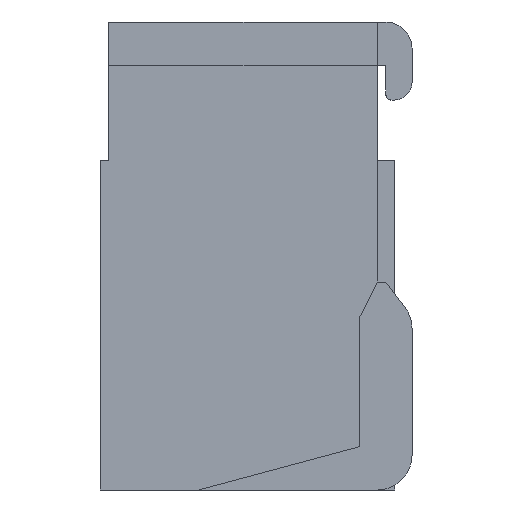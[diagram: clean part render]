
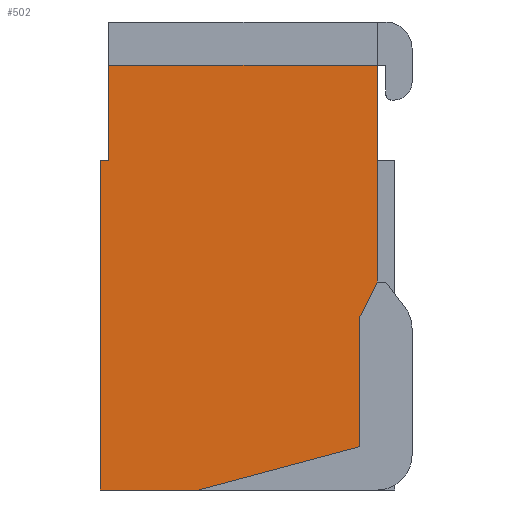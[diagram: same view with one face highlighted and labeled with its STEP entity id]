
A CAD part, left-side view. The second image highlights one B-rep face of the part: STEP entity #502.
In plain terms, the highlighted planar face has unit normal (-1, 0, 0).
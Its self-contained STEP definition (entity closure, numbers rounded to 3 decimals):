
#94 = CARTESIAN_POINT ( 'NONE',  ( -3.49, 1.7, -1.35 ) ) ;
#127 = EDGE_CURVE ( 'NONE', #4765, #4611, #1486, .T. ) ;
#194 = PLANE ( 'NONE',  #6605 ) ;
#260 = FACE_OUTER_BOUND ( 'NONE', #1160, .T. ) ;
#290 = DIRECTION ( 'NONE',  ( 0., 0., 1. ) ) ;
#437 = CARTESIAN_POINT ( 'NONE',  ( -3.49, 1.7, 0.55 ) ) ;
#502 = ADVANCED_FACE ( 'NONE', ( #260 ), #194, .T. ) ;
#504 = DIRECTION ( 'NONE',  ( 0., 0., -1. ) ) ;
#686 = VECTOR ( 'NONE', #4536, 1000. ) ;
#726 = DIRECTION ( 'NONE',  ( 0., -1., 0. ) ) ;
#756 = DIRECTION ( 'NONE',  ( 0., 1., 0. ) ) ;
#818 = VECTOR ( 'NONE', #2473, 1000. ) ;
#890 = CARTESIAN_POINT ( 'NONE',  ( -3.49, 1.65, 0.55 ) ) ;
#901 = LINE ( 'NONE', #1988, #6034 ) ;
#931 = LINE ( 'NONE', #5267, #1788 ) ;
#1030 = CARTESIAN_POINT ( 'NONE',  ( -3.49, 1.65, 1.1 ) ) ;
#1148 = CARTESIAN_POINT ( 'NONE',  ( -3.49, 1.7, 0.55 ) ) ;
#1160 = EDGE_LOOP ( 'NONE', ( #2334, #1324, #6456, #3565, #1955, #4184, #2835, #2522, #2879 ) ) ;
#1270 = CARTESIAN_POINT ( 'NONE',  ( -3.49, 0.1, -0.15 ) ) ;
#1324 = ORIENTED_EDGE ( 'NONE', *, *, #6418, .T. ) ;
#1486 = LINE ( 'NONE', #5797, #3708 ) ;
#1752 = VECTOR ( 'NONE', #5069, 1000. ) ;
#1771 = LINE ( 'NONE', #5553, #2831 ) ;
#1788 = VECTOR ( 'NONE', #2642, 1000. ) ;
#1877 = VERTEX_POINT ( 'NONE', #890 ) ;
#1930 = VERTEX_POINT ( 'NONE', #437 ) ;
#1955 = ORIENTED_EDGE ( 'NONE', *, *, #2655, .F. ) ;
#1988 = CARTESIAN_POINT ( 'NONE',  ( -3.49, 0.1, 1.1 ) ) ;
#2176 = CARTESIAN_POINT ( 'NONE',  ( -3.49, 0.1, 1.1 ) ) ;
#2334 = ORIENTED_EDGE ( 'NONE', *, *, #127, .T. ) ;
#2473 = DIRECTION ( 'NONE',  ( 0., 0., 1. ) ) ;
#2522 = ORIENTED_EDGE ( 'NONE', *, *, #4327, .F. ) ;
#2642 = DIRECTION ( 'NONE',  ( 0., 0., -1. ) ) ;
#2655 = EDGE_CURVE ( 'NONE', #5218, #1930, #5599, .T. ) ;
#2704 = CARTESIAN_POINT ( 'NONE',  ( -3.49, 0.2, -1.1 ) ) ;
#2831 = VECTOR ( 'NONE', #756, 1000. ) ;
#2835 = ORIENTED_EDGE ( 'NONE', *, *, #3842, .F. ) ;
#2879 = ORIENTED_EDGE ( 'NONE', *, *, #3788, .F. ) ;
#2943 = LINE ( 'NONE', #6587, #686 ) ;
#3040 = DIRECTION ( 'NONE',  ( 0., 1., 0. ) ) ;
#3361 = LINE ( 'NONE', #6067, #1752 ) ;
#3368 = CARTESIAN_POINT ( 'NONE',  ( -3.49, 1.133, -1.35 ) ) ;
#3398 = VERTEX_POINT ( 'NONE', #5518 ) ;
#3565 = ORIENTED_EDGE ( 'NONE', *, *, #5209, .F. ) ;
#3679 = LINE ( 'NONE', #1030, #4505 ) ;
#3708 = VECTOR ( 'NONE', #5231, 1000. ) ;
#3788 = EDGE_CURVE ( 'NONE', #4765, #3398, #2943, .T. ) ;
#3842 = EDGE_CURVE ( 'NONE', #5062, #4726, #3361, .T. ) ;
#4184 = ORIENTED_EDGE ( 'NONE', *, *, #5248, .F. ) ;
#4327 = EDGE_CURVE ( 'NONE', #3398, #5062, #931, .T. ) ;
#4444 = CARTESIAN_POINT ( 'NONE',  ( -3.49, 0., -1.35 ) ) ;
#4505 = VECTOR ( 'NONE', #504, 1000. ) ;
#4536 = DIRECTION ( 'NONE',  ( 0., 0.447, -0.894 ) ) ;
#4611 = VERTEX_POINT ( 'NONE', #2176 ) ;
#4726 = VERTEX_POINT ( 'NONE', #3368 ) ;
#4765 = VERTEX_POINT ( 'NONE', #1270 ) ;
#4943 = VECTOR ( 'NONE', #726, 1000. ) ;
#4976 = VERTEX_POINT ( 'NONE', #5295 ) ;
#5062 = VERTEX_POINT ( 'NONE', #2704 ) ;
#5069 = DIRECTION ( 'NONE',  ( 0., 0.966, -0.259 ) ) ;
#5129 = CARTESIAN_POINT ( 'NONE',  ( -3.49, 1.7, -1.35 ) ) ;
#5209 = EDGE_CURVE ( 'NONE', #1930, #1877, #6573, .T. ) ;
#5218 = VERTEX_POINT ( 'NONE', #94 ) ;
#5231 = DIRECTION ( 'NONE',  ( 0., 0., 1. ) ) ;
#5248 = EDGE_CURVE ( 'NONE', #4726, #5218, #1771, .T. ) ;
#5267 = CARTESIAN_POINT ( 'NONE',  ( -3.49, 0.2, -0.35 ) ) ;
#5295 = CARTESIAN_POINT ( 'NONE',  ( -3.49, 1.65, 1.1 ) ) ;
#5518 = CARTESIAN_POINT ( 'NONE',  ( -3.49, 0.2, -0.35 ) ) ;
#5553 = CARTESIAN_POINT ( 'NONE',  ( -3.49, 1.133, -1.35 ) ) ;
#5599 = LINE ( 'NONE', #5129, #818 ) ;
#5797 = CARTESIAN_POINT ( 'NONE',  ( -3.49, 0.1, -0.15 ) ) ;
#6034 = VECTOR ( 'NONE', #3040, 1000. ) ;
#6067 = CARTESIAN_POINT ( 'NONE',  ( -3.49, 0.2, -1.1 ) ) ;
#6418 = EDGE_CURVE ( 'NONE', #4611, #4976, #901, .T. ) ;
#6456 = ORIENTED_EDGE ( 'NONE', *, *, #6793, .T. ) ;
#6573 = LINE ( 'NONE', #1148, #4943 ) ;
#6587 = CARTESIAN_POINT ( 'NONE',  ( -3.49, 0.1, -0.15 ) ) ;
#6598 = DIRECTION ( 'NONE',  ( -1., 0., 0. ) ) ;
#6605 = AXIS2_PLACEMENT_3D ( 'NONE', #4444, #6598, #290 ) ;
#6793 = EDGE_CURVE ( 'NONE', #4976, #1877, #3679, .T. ) ;
